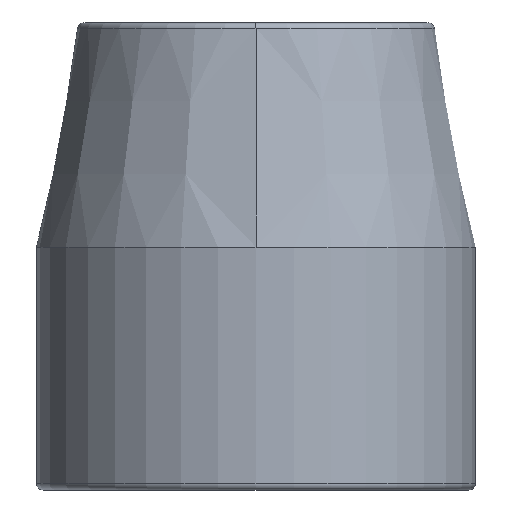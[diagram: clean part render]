
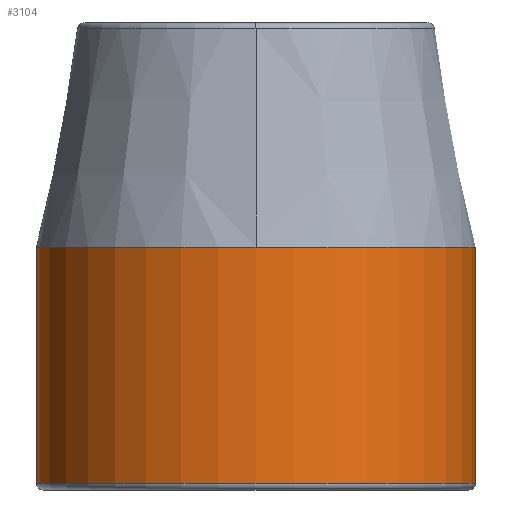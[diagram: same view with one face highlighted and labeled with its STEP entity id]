
A CAD part, front view. The second image highlights one B-rep face of the part: STEP entity #3104.
In plain terms, the highlighted cylindrical face has radius 23.5 mm (diameter 47 mm), a partial arc.
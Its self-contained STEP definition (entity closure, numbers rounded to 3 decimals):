
#2705=DIRECTION('',(0.,0.,1.));
#2706=VECTOR('',#2705,25.3);
#2707=CARTESIAN_POINT('',(-23.5,0.,0.4));
#2708=LINE('',#2707,#2706);
#2728=CARTESIAN_POINT('',(0.,0.,25.7));
#2729=DIRECTION('',(0.,0.,1.));
#2730=DIRECTION('',(1.,0.,0.));
#2731=AXIS2_PLACEMENT_3D('',#2728,#2729,#2730);
#2736=CARTESIAN_POINT('',(0.,0.,25.7));
#2737=DIRECTION('',(0.,0.,1.));
#2738=DIRECTION('',(0.,1.,0.));
#2739=AXIS2_PLACEMENT_3D('',#2736,#2737,#2738);
#2744=CARTESIAN_POINT('',(0.,0.,0.4));
#2745=DIRECTION('',(0.,0.,-1.));
#2746=DIRECTION('',(-1.,0.,0.));
#2747=AXIS2_PLACEMENT_3D('',#2744,#2745,#2746);
#2752=DIRECTION('',(0.,0.,1.));
#2753=VECTOR('',#2752,25.3);
#2754=CARTESIAN_POINT('',(23.5,0.,0.4));
#2755=LINE('',#2754,#2753);
#2893=CARTESIAN_POINT('',(-23.5,0.,0.4));
#2894=CARTESIAN_POINT('',(23.5,0.,0.4));
#2895=VERTEX_POINT('',#2893);
#2896=VERTEX_POINT('',#2894);
#2901=CARTESIAN_POINT('',(23.5,0.,25.7));
#2902=CARTESIAN_POINT('',(0.,23.5,25.7));
#2903=VERTEX_POINT('',#2901);
#2904=VERTEX_POINT('',#2902);
#2905=CARTESIAN_POINT('',(-23.5,0.,25.7));
#2906=VERTEX_POINT('',#2905);
#3089=CARTESIAN_POINT('',(0.,0.,-0.3));
#3090=DIRECTION('',(0.,0.,1.));
#3091=DIRECTION('',(1.,0.,0.));
#3092=AXIS2_PLACEMENT_3D('',#3089,#3090,#3091);
#3093=CYLINDRICAL_SURFACE('',#3092,23.5);
#3095=ORIENTED_EDGE('',*,*,#3094,.T.);
#3097=ORIENTED_EDGE('',*,*,#3096,.T.);
#3098=ORIENTED_EDGE('',*,*,#3076,.F.);
#3100=ORIENTED_EDGE('',*,*,#3099,.T.);
#3101=ORIENTED_EDGE('',*,*,#3072,.T.);
#3102=EDGE_LOOP('',(#3095,#3097,#3098,#3100,#3101));
#3103=FACE_OUTER_BOUND('',#3102,.F.);
#3104=ADVANCED_FACE('',(#3103),#3093,.T.);
#2732=CIRCLE('',#2731,23.5);
#2740=CIRCLE('',#2739,23.5);
#2748=CIRCLE('',#2747,23.5);
#3072=EDGE_CURVE('',#2896,#2903,#2755,.T.);
#3076=EDGE_CURVE('',#2895,#2906,#2708,.T.);
#3094=EDGE_CURVE('',#2903,#2904,#2732,.T.);
#3096=EDGE_CURVE('',#2904,#2906,#2740,.T.);
#3099=EDGE_CURVE('',#2895,#2896,#2748,.T.);
